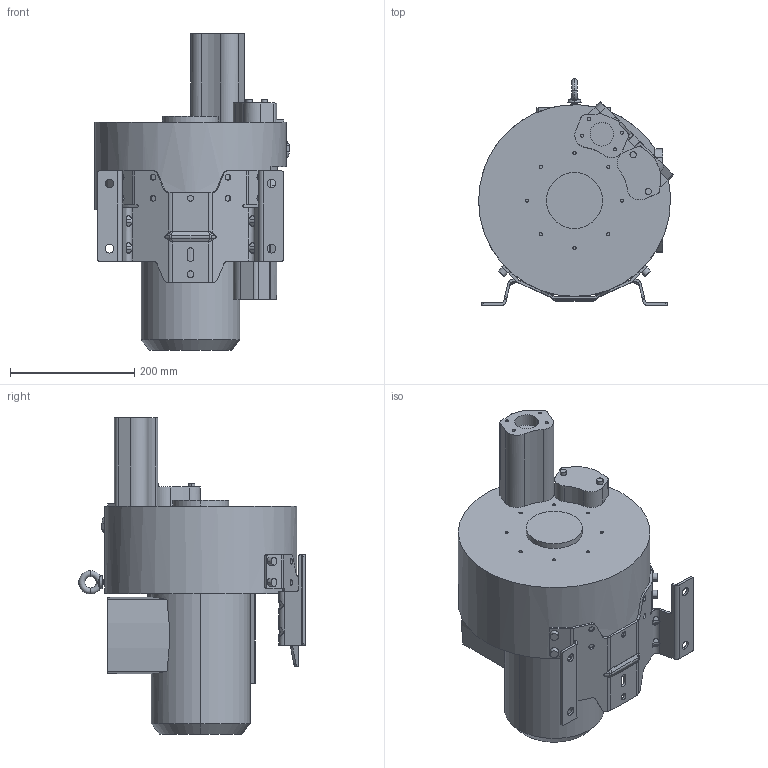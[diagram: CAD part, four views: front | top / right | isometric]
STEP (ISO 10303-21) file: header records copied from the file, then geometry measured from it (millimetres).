
FILE_DESCRIPTION((''),'2;1');
FILE_NAME('4RB220-0AQ36-1','2025-02-18T',('Administrator'),(''),'PRO/ENGINEER BY PARAMETRIC TECHNOLOGY CORPORATION, 2007090','PRO/ENGINEER BY PARAMETRIC TECHNOLOGY CORPORATION, 2007090','');
FILE_SCHEMA(('AUTOMOTIVE_DESIGN_CC2 { 1 2 10303 214 -1 1 5 2 }'));
Length unit declared in the file: millimetre
Products named in the file (1): 4RB220-0AQ36-1
Bounding box: 312.92 x 363.84 x 509.06 mm (x, y, z)
Volume: 17526162.8 mm3; surface area: 640029.5 mm2
Topology: 1 solids, 1 shells, 551 faces, 1554 edges, 1037 vertices
Faces by surface type: cylinder 264, plane 187, bspline 64, torus 14, extrusion 12, cone 6, sphere 4
Entity records: 22093 total; most frequent: CARTESIAN_POINT 8081, ORIENTED_EDGE 3100, DIRECTION 2760, EDGE_CURVE 1550, AXIS2_PLACEMENT_3D 1041, VERTEX_POINT 1037, VECTOR 678, LINE 666
